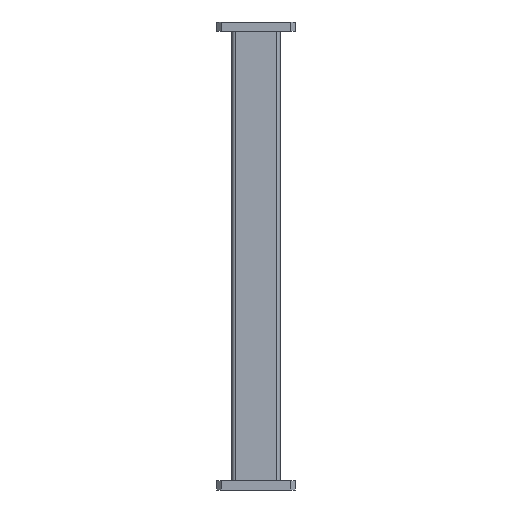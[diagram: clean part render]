
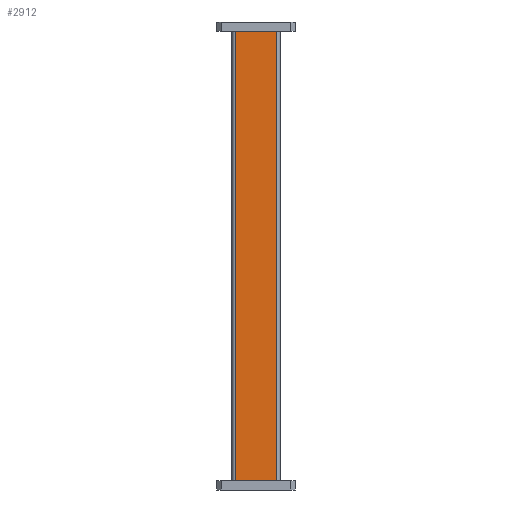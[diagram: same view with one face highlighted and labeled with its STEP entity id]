
A CAD part, front view. The second image highlights one B-rep face of the part: STEP entity #2912.
In plain terms, the highlighted planar face has unit normal (0, -1, 0).
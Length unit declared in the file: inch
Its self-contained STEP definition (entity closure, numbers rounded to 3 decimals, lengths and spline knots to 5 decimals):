
#96 = ORIENTED_EDGE ( 'NONE', *, *, #2338, .T. ) ;
#121 = LINE ( 'NONE', #669, #2501 ) ;
#136 = VERTEX_POINT ( 'NONE', #386 ) ;
#199 = EDGE_CURVE ( 'NONE', #2644, #3010, #3089, .T. ) ;
#218 = LINE ( 'NONE', #2948, #2733 ) ;
#269 = DIRECTION ( 'NONE',  ( 0., 0., 1. ) ) ;
#386 = CARTESIAN_POINT ( 'NONE',  ( 0.525, -0.3125, -0.23622 ) ) ;
#472 = VERTEX_POINT ( 'NONE', #1928 ) ;
#623 = VECTOR ( 'NONE', #2275, 39.37008 ) ;
#636 = DIRECTION ( 'NONE',  ( 1., 0., 0. ) ) ;
#669 = CARTESIAN_POINT ( 'NONE',  ( 0.625, -0.3125, -11.76378 ) ) ;
#1067 = CARTESIAN_POINT ( 'NONE',  ( -0.525, -0.3125, -11.76378 ) ) ;
#1214 = ORIENTED_EDGE ( 'NONE', *, *, #2925, .T. ) ;
#1288 = DIRECTION ( 'NONE',  ( -1., 0., 0. ) ) ;
#1291 = AXIS2_PLACEMENT_3D ( 'NONE', #3162, #2140, #1818 ) ;
#1399 = VECTOR ( 'NONE', #269, 39.37008 ) ;
#1818 = DIRECTION ( 'NONE',  ( 0., 0., 1. ) ) ;
#1876 = CARTESIAN_POINT ( 'NONE',  ( 0.525, -0.3125, -13.16132 ) ) ;
#1928 = CARTESIAN_POINT ( 'NONE',  ( 0.525, -0.3125, -11.76378 ) ) ;
#1933 = CARTESIAN_POINT ( 'NONE',  ( -0.525, -0.3125, -0.23622 ) ) ;
#1948 = EDGE_CURVE ( 'NONE', #136, #2644, #218, .T. ) ;
#2124 = FACE_OUTER_BOUND ( 'NONE', #2836, .T. ) ;
#2140 = DIRECTION ( 'NONE',  ( 0., 1., 0. ) ) ;
#2213 = ORIENTED_EDGE ( 'NONE', *, *, #199, .T. ) ;
#2275 = DIRECTION ( 'NONE',  ( 0., 0., -1. ) ) ;
#2338 = EDGE_CURVE ( 'NONE', #3010, #472, #121, .T. ) ;
#2360 = PLANE ( 'NONE',  #1291 ) ;
#2501 = VECTOR ( 'NONE', #636, 39.37008 ) ;
#2644 = VERTEX_POINT ( 'NONE', #1933 ) ;
#2733 = VECTOR ( 'NONE', #1288, 39.37008 ) ;
#2836 = EDGE_LOOP ( 'NONE', ( #2850, #2213, #96, #1214 ) ) ;
#2840 = CARTESIAN_POINT ( 'NONE',  ( -0.525, -0.3125, -13.16132 ) ) ;
#2850 = ORIENTED_EDGE ( 'NONE', *, *, #1948, .T. ) ;
#2912 = ADVANCED_FACE ( 'NONE', ( #2124 ), #2360, .F. ) ;
#2925 = EDGE_CURVE ( 'NONE', #472, #136, #2932, .T. ) ;
#2932 = LINE ( 'NONE', #1876, #1399 ) ;
#2948 = CARTESIAN_POINT ( 'NONE',  ( 0.625, -0.3125, -0.23622 ) ) ;
#3010 = VERTEX_POINT ( 'NONE', #1067 ) ;
#3089 = LINE ( 'NONE', #2840, #623 ) ;
#3162 = CARTESIAN_POINT ( 'NONE',  ( 0.625, -0.3125, -13.16132 ) ) ;
